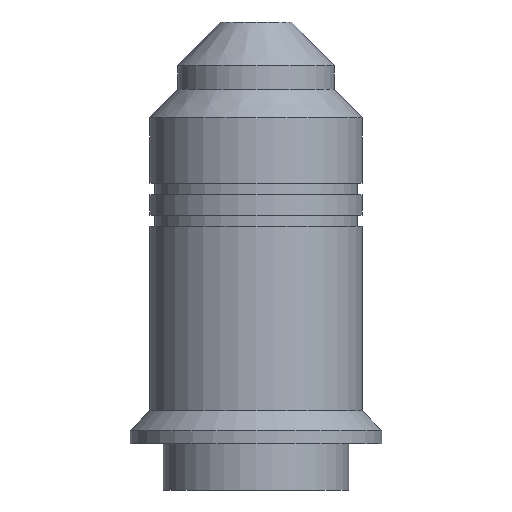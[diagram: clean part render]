
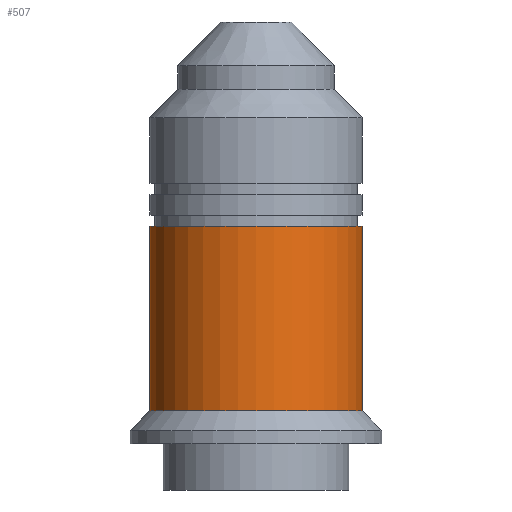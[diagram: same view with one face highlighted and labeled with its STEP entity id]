
A CAD part, front view. The second image highlights one B-rep face of the part: STEP entity #507.
In plain terms, the highlighted cylindrical face has radius 10.5 mm (diameter 21 mm), a partial arc.
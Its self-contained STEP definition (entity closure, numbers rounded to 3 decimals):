
#26 = CYLINDRICAL_SURFACE ( 'NONE', #426, 10.5 ) ;
#29 = VERTEX_POINT ( 'NONE', #515 ) ;
#35 = CARTESIAN_POINT ( 'NONE',  ( 0., 0., 6.833 ) ) ;
#41 = LINE ( 'NONE', #441, #377 ) ;
#119 = EDGE_CURVE ( 'NONE', #642, #29, #41, .T. ) ;
#120 = DIRECTION ( 'NONE',  ( 0., 0., 1. ) ) ;
#127 = DIRECTION ( 'NONE',  ( 0., 0., 1. ) ) ;
#129 = DIRECTION ( 'NONE',  ( 1., 0., 0. ) ) ;
#182 = VECTOR ( 'NONE', #404, 1000. ) ;
#190 = AXIS2_PLACEMENT_3D ( 'NONE', #35, #120, #659 ) ;
#192 = ORIENTED_EDGE ( 'NONE', *, *, #522, .F. ) ;
#212 = VERTEX_POINT ( 'NONE', #621 ) ;
#248 = AXIS2_PLACEMENT_3D ( 'NONE', #653, #127, #129 ) ;
#326 = CARTESIAN_POINT ( 'NONE',  ( 0., 0., 0. ) ) ;
#336 = DIRECTION ( 'NONE',  ( 1., 0., 0. ) ) ;
#359 = EDGE_CURVE ( 'NONE', #212, #836, #443, .T. ) ;
#362 = DIRECTION ( 'NONE',  ( 0., 0., 1. ) ) ;
#377 = VECTOR ( 'NONE', #362, 1000. ) ;
#404 = DIRECTION ( 'NONE',  ( 0., 0., 1. ) ) ;
#426 = AXIS2_PLACEMENT_3D ( 'NONE', #326, #571, #336 ) ;
#441 = CARTESIAN_POINT ( 'NONE',  ( 10.5, 0., 0. ) ) ;
#443 = LINE ( 'NONE', #553, #182 ) ;
#455 = EDGE_LOOP ( 'NONE', ( #468, #813, #883, #192 ) ) ;
#468 = ORIENTED_EDGE ( 'NONE', *, *, #359, .F. ) ;
#482 = EDGE_CURVE ( 'NONE', #212, #642, #669, .T. ) ;
#507 = ADVANCED_FACE ( 'NONE', ( #940 ), #26, .T. ) ;
#515 = CARTESIAN_POINT ( 'NONE',  ( 10.5, 0., 25.083 ) ) ;
#522 = EDGE_CURVE ( 'NONE', #836, #29, #841, .T. ) ;
#553 = CARTESIAN_POINT ( 'NONE',  ( -10.5, 0., 0. ) ) ;
#571 = DIRECTION ( 'NONE',  ( 0., 0., 1. ) ) ;
#621 = CARTESIAN_POINT ( 'NONE',  ( -10.5, 0., 6.833 ) ) ;
#642 = VERTEX_POINT ( 'NONE', #884 ) ;
#653 = CARTESIAN_POINT ( 'NONE',  ( 0., 0., 25.083 ) ) ;
#659 = DIRECTION ( 'NONE',  ( 1., 0., 0. ) ) ;
#669 = CIRCLE ( 'NONE', #190, 10.5 ) ;
#813 = ORIENTED_EDGE ( 'NONE', *, *, #482, .T. ) ;
#836 = VERTEX_POINT ( 'NONE', #842 ) ;
#841 = CIRCLE ( 'NONE', #248, 10.5 ) ;
#842 = CARTESIAN_POINT ( 'NONE',  ( -10.5, 0., 25.083 ) ) ;
#883 = ORIENTED_EDGE ( 'NONE', *, *, #119, .T. ) ;
#884 = CARTESIAN_POINT ( 'NONE',  ( 10.5, 0., 6.833 ) ) ;
#940 = FACE_OUTER_BOUND ( 'NONE', #455, .T. ) ;
